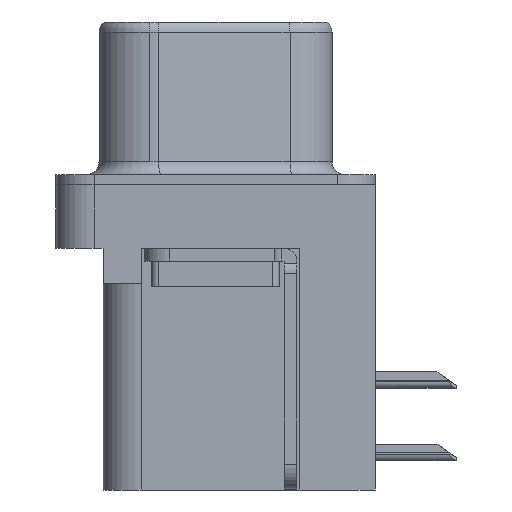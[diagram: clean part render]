
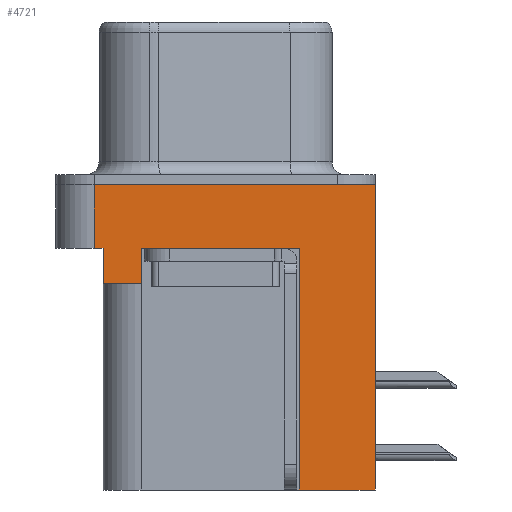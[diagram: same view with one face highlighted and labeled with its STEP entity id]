
A CAD part, left-side view. The second image highlights one B-rep face of the part: STEP entity #4721.
In plain terms, the highlighted planar face has unit normal (-1, 0, 0).
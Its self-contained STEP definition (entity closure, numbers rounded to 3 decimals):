
#8 = VECTOR ( 'NONE', #851, 1000. ) ;
#360 = VECTOR ( 'NONE', #13545, 1000. ) ;
#434 = LINE ( 'NONE', #8630, #18496 ) ;
#474 = EDGE_CURVE ( 'NONE', #19496, #5151, #6982, .T. ) ;
#721 = DIRECTION ( 'NONE',  ( -1., 0., 0. ) ) ;
#729 = ORIENTED_EDGE ( 'NONE', *, *, #13310, .F. ) ;
#851 = DIRECTION ( 'NONE',  ( 0., 1., 0. ) ) ;
#1328 = VECTOR ( 'NONE', #21387, 1000. ) ;
#1499 = CARTESIAN_POINT ( 'NONE',  ( -3., 2.895, -2.5 ) ) ;
#2342 = CARTESIAN_POINT ( 'NONE',  ( -3., 4.425, -3.9 ) ) ;
#2372 = DIRECTION ( 'NONE',  ( 0., 0., 1. ) ) ;
#2875 = LINE ( 'NONE', #12284, #13851 ) ;
#3001 = DIRECTION ( 'NONE',  ( 0., 0., 1. ) ) ;
#3274 = VERTEX_POINT ( 'NONE', #13295 ) ;
#3326 = LINE ( 'NONE', #21738, #6381 ) ;
#3457 = DIRECTION ( 'NONE',  ( 0., 0., 1. ) ) ;
#3474 = VERTEX_POINT ( 'NONE', #3951 ) ;
#3951 = CARTESIAN_POINT ( 'NONE',  ( -3., 4.425, -2.5 ) ) ;
#4001 = LINE ( 'NONE', #13166, #12791 ) ;
#4300 = VERTEX_POINT ( 'NONE', #15120 ) ;
#4550 = AXIS2_PLACEMENT_3D ( 'NONE', #18230, #721, #18390 ) ;
#4721 = ADVANCED_FACE ( 'NONE', ( #7063 ), #16556, .T. ) ;
#4780 = EDGE_CURVE ( 'NONE', #6228, #21339, #7034, .T. ) ;
#4885 = EDGE_CURVE ( 'NONE', #10851, #3474, #16602, .T. ) ;
#5151 = VERTEX_POINT ( 'NONE', #8001 ) ;
#5434 = ORIENTED_EDGE ( 'NONE', *, *, #11678, .F. ) ;
#6085 = CARTESIAN_POINT ( 'NONE',  ( -3., 2.895, -3.9 ) ) ;
#6228 = VERTEX_POINT ( 'NONE', #17515 ) ;
#6381 = VECTOR ( 'NONE', #21423, 1000. ) ;
#6888 = DIRECTION ( 'NONE',  ( 0., -1., 0. ) ) ;
#6982 = LINE ( 'NONE', #12245, #19029 ) ;
#7034 = LINE ( 'NONE', #6085, #8143 ) ;
#7063 = FACE_OUTER_BOUND ( 'NONE', #18055, .T. ) ;
#7950 = CARTESIAN_POINT ( 'NONE',  ( -3., 4.775, 0. ) ) ;
#8001 = CARTESIAN_POINT ( 'NONE',  ( -3., -6.275, 0. ) ) ;
#8015 = VERTEX_POINT ( 'NONE', #10426 ) ;
#8143 = VECTOR ( 'NONE', #21812, 1000. ) ;
#8630 = CARTESIAN_POINT ( 'NONE',  ( -3., -3.295, -12. ) ) ;
#8763 = ORIENTED_EDGE ( 'NONE', *, *, #16775, .F. ) ;
#9434 = CARTESIAN_POINT ( 'NONE',  ( -3., -6.275, 0. ) ) ;
#9680 = CARTESIAN_POINT ( 'NONE',  ( -3., 4.425, -3.9 ) ) ;
#10058 = ORIENTED_EDGE ( 'NONE', *, *, #20647, .F. ) ;
#10426 = CARTESIAN_POINT ( 'NONE',  ( -3., -3.295, -2.5 ) ) ;
#10585 = VECTOR ( 'NONE', #3001, 1000. ) ;
#10631 = ORIENTED_EDGE ( 'NONE', *, *, #474, .T. ) ;
#10851 = VERTEX_POINT ( 'NONE', #2342 ) ;
#11579 = ORIENTED_EDGE ( 'NONE', *, *, #4885, .F. ) ;
#11678 = EDGE_CURVE ( 'NONE', #4300, #20103, #4001, .T. ) ;
#12179 = DIRECTION ( 'NONE',  ( 0., 0., 1. ) ) ;
#12245 = CARTESIAN_POINT ( 'NONE',  ( -3., -6.275, -2.5 ) ) ;
#12284 = CARTESIAN_POINT ( 'NONE',  ( -3., -6.275, -2.5 ) ) ;
#12346 = EDGE_CURVE ( 'NONE', #20103, #5151, #22143, .T. ) ;
#12791 = VECTOR ( 'NONE', #2372, 1000. ) ;
#12979 = EDGE_CURVE ( 'NONE', #4300, #3474, #22260, .T. ) ;
#13166 = CARTESIAN_POINT ( 'NONE',  ( -3., 4.775, -2.5 ) ) ;
#13204 = ORIENTED_EDGE ( 'NONE', *, *, #4780, .T. ) ;
#13295 = CARTESIAN_POINT ( 'NONE',  ( -3., -3.295, -12. ) ) ;
#13310 = EDGE_CURVE ( 'NONE', #19496, #3274, #3326, .T. ) ;
#13508 = CARTESIAN_POINT ( 'NONE',  ( -3., 4.425, -3.9 ) ) ;
#13545 = DIRECTION ( 'NONE',  ( 0., -1., 0. ) ) ;
#13619 = CARTESIAN_POINT ( 'NONE',  ( -3., -6.275, -2.5 ) ) ;
#13851 = VECTOR ( 'NONE', #6888, 1000. ) ;
#14632 = CARTESIAN_POINT ( 'NONE',  ( -3., -6.275, -12. ) ) ;
#15120 = CARTESIAN_POINT ( 'NONE',  ( -3., 4.775, -2.5 ) ) ;
#16556 = PLANE ( 'NONE',  #4550 ) ;
#16602 = LINE ( 'NONE', #13508, #10585 ) ;
#16775 = EDGE_CURVE ( 'NONE', #3274, #8015, #434, .T. ) ;
#17515 = CARTESIAN_POINT ( 'NONE',  ( -3., 2.895, -3.9 ) ) ;
#17849 = EDGE_CURVE ( 'NONE', #21339, #8015, #2875, .T. ) ;
#18055 = EDGE_LOOP ( 'NONE', ( #19819, #5434, #20051, #11579, #10058, #13204, #19318, #8763, #729, #10631 ) ) ;
#18230 = CARTESIAN_POINT ( 'NONE',  ( -3., -6.275, -2.5 ) ) ;
#18390 = DIRECTION ( 'NONE',  ( 0., 0., 1. ) ) ;
#18496 = VECTOR ( 'NONE', #3457, 1000. ) ;
#19029 = VECTOR ( 'NONE', #12179, 1000. ) ;
#19318 = ORIENTED_EDGE ( 'NONE', *, *, #17849, .T. ) ;
#19496 = VERTEX_POINT ( 'NONE', #14632 ) ;
#19819 = ORIENTED_EDGE ( 'NONE', *, *, #12346, .F. ) ;
#20051 = ORIENTED_EDGE ( 'NONE', *, *, #12979, .T. ) ;
#20103 = VERTEX_POINT ( 'NONE', #7950 ) ;
#20647 = EDGE_CURVE ( 'NONE', #6228, #10851, #21882, .T. ) ;
#21339 = VERTEX_POINT ( 'NONE', #1499 ) ;
#21387 = DIRECTION ( 'NONE',  ( 0., -1., 0. ) ) ;
#21423 = DIRECTION ( 'NONE',  ( 0., 1., 0. ) ) ;
#21738 = CARTESIAN_POINT ( 'NONE',  ( -3., -3.295, -12. ) ) ;
#21812 = DIRECTION ( 'NONE',  ( 0., 0., 1. ) ) ;
#21882 = LINE ( 'NONE', #9680, #8 ) ;
#22143 = LINE ( 'NONE', #9434, #1328 ) ;
#22260 = LINE ( 'NONE', #13619, #360 ) ;
